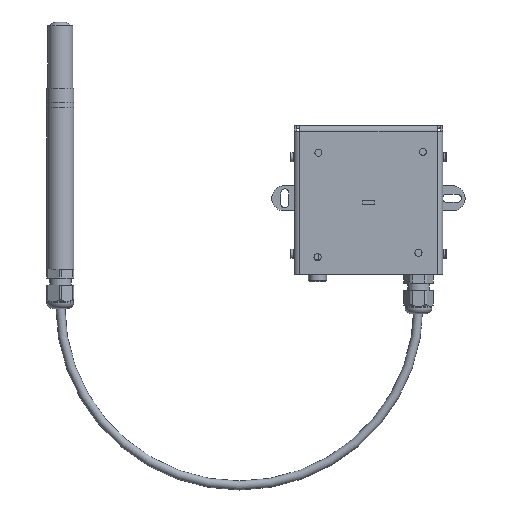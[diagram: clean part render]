
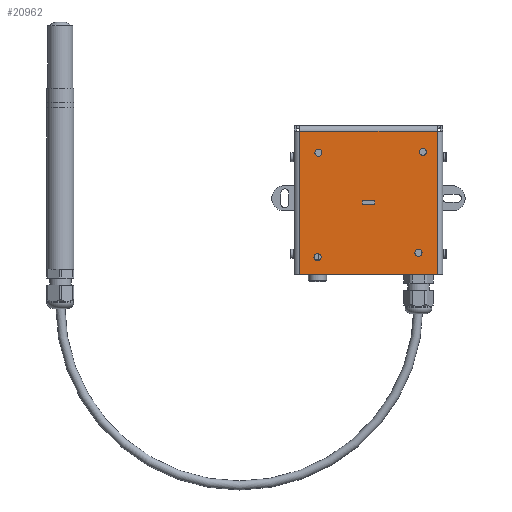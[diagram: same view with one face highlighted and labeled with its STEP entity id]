
A CAD part, top view. The second image highlights one B-rep face of the part: STEP entity #20962.
In plain terms, the highlighted face is planar.
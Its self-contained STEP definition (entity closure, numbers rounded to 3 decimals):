
#1500=FACE_BOUND('',#3838,.T.);
#1501=FACE_BOUND('',#3839,.T.);
#1502=FACE_BOUND('',#3840,.T.);
#1503=FACE_BOUND('',#3841,.T.);
#1504=FACE_BOUND('',#3842,.T.);
#1645=CIRCLE('',#22417,0.5);
#1647=CIRCLE('',#22421,0.5);
#1649=CIRCLE('',#22425,0.5);
#1651=CIRCLE('',#22429,0.5);
#1809=CIRCLE('',#22771,2.);
#1811=CIRCLE('',#22774,2.);
#1813=CIRCLE('',#22777,2.);
#1815=CIRCLE('',#22780,2.);
#2556=FACE_OUTER_BOUND('',#3837,.T.);
#3837=EDGE_LOOP('',(#15836,#15837,#15838,#15839));
#3838=EDGE_LOOP('',(#15840));
#3839=EDGE_LOOP('',(#15841));
#3840=EDGE_LOOP('',(#15842));
#3841=EDGE_LOOP('',(#15843));
#3842=EDGE_LOOP('',(#15844,#15845,#15846,#15847,#15848,#15849,#15850,#15851));
#4929=LINE('',#30663,#7109);
#4935=LINE('',#30678,#7115);
#4939=LINE('',#30690,#7119);
#4942=LINE('',#30699,#7122);
#5357=LINE('',#31864,#7537);
#5370=LINE('',#31895,#7550);
#5378=LINE('',#31918,#7558);
#5383=LINE('',#31934,#7563);
#7109=VECTOR('',#24742,10.);
#7115=VECTOR('',#24756,10.);
#7119=VECTOR('',#24768,10.);
#7122=VECTOR('',#24779,10.);
#7537=VECTOR('',#25906,10.);
#7550=VECTOR('',#25945,10.);
#7558=VECTOR('',#25975,10.);
#7563=VECTOR('',#26000,10.);
#9276=VERTEX_POINT('',#30653);
#9277=VERTEX_POINT('',#30654);
#9280=VERTEX_POINT('',#30662);
#9282=VERTEX_POINT('',#30668);
#9283=VERTEX_POINT('',#30669);
#9286=VERTEX_POINT('',#30680);
#9287=VERTEX_POINT('',#30681);
#9290=VERTEX_POINT('',#30692);
#9665=VERTEX_POINT('',#31809);
#9667=VERTEX_POINT('',#31815);
#9669=VERTEX_POINT('',#31821);
#9671=VERTEX_POINT('',#31827);
#9684=VERTEX_POINT('',#31861);
#9685=VERTEX_POINT('',#31863);
#9690=VERTEX_POINT('',#31893);
#9694=VERTEX_POINT('',#31917);
#11264=EDGE_CURVE('',#9276,#9277,#1645,.T.);
#11268=EDGE_CURVE('',#9280,#9277,#4929,.T.);
#11271=EDGE_CURVE('',#9282,#9283,#1647,.T.);
#11276=EDGE_CURVE('',#9276,#9283,#4935,.T.);
#11277=EDGE_CURVE('',#9286,#9287,#1649,.T.);
#11282=EDGE_CURVE('',#9282,#9287,#4939,.T.);
#11283=EDGE_CURVE('',#9280,#9290,#1651,.T.);
#11287=EDGE_CURVE('',#9286,#9290,#4942,.T.);
#11841=EDGE_CURVE('',#9665,#9665,#1809,.T.);
#11844=EDGE_CURVE('',#9667,#9667,#1811,.T.);
#11847=EDGE_CURVE('',#9669,#9669,#1813,.T.);
#11850=EDGE_CURVE('',#9671,#9671,#1815,.T.);
#11867=EDGE_CURVE('',#9685,#9684,#5357,.T.);
#11884=EDGE_CURVE('',#9684,#9690,#5370,.T.);
#11896=EDGE_CURVE('',#9694,#9685,#5378,.T.);
#11904=EDGE_CURVE('',#9694,#9690,#5383,.T.);
#15836=ORIENTED_EDGE('',*,*,#11867,.T.);
#15837=ORIENTED_EDGE('',*,*,#11884,.T.);
#15838=ORIENTED_EDGE('',*,*,#11904,.F.);
#15839=ORIENTED_EDGE('',*,*,#11896,.T.);
#15840=ORIENTED_EDGE('',*,*,#11841,.T.);
#15841=ORIENTED_EDGE('',*,*,#11844,.T.);
#15842=ORIENTED_EDGE('',*,*,#11847,.T.);
#15843=ORIENTED_EDGE('',*,*,#11850,.T.);
#15844=ORIENTED_EDGE('',*,*,#11282,.T.);
#15845=ORIENTED_EDGE('',*,*,#11277,.F.);
#15846=ORIENTED_EDGE('',*,*,#11287,.T.);
#15847=ORIENTED_EDGE('',*,*,#11283,.F.);
#15848=ORIENTED_EDGE('',*,*,#11268,.T.);
#15849=ORIENTED_EDGE('',*,*,#11264,.F.);
#15850=ORIENTED_EDGE('',*,*,#11276,.T.);
#15851=ORIENTED_EDGE('',*,*,#11271,.F.);
#20092=PLANE('',#22821);
#20962=ADVANCED_FACE('',(#2556,#1500,#1501,#1502,#1503,#1504),#20092,.F.);
#22417=AXIS2_PLACEMENT_3D('',#30655,#24734,#24735);
#22421=AXIS2_PLACEMENT_3D('',#30670,#24747,#24748);
#22425=AXIS2_PLACEMENT_3D('',#30682,#24759,#24760);
#22429=AXIS2_PLACEMENT_3D('',#30693,#24771,#24772);
#22771=AXIS2_PLACEMENT_3D('',#31810,#25855,#25856);
#22774=AXIS2_PLACEMENT_3D('',#31816,#25862,#25863);
#22777=AXIS2_PLACEMENT_3D('',#31822,#25869,#25870);
#22780=AXIS2_PLACEMENT_3D('',#31828,#25876,#25877);
#22821=AXIS2_PLACEMENT_3D('',#31933,#25998,#25999);
#24734=DIRECTION('center_axis',(0.,0.,-1.));
#24735=DIRECTION('ref_axis',(0.707,0.707,0.));
#24742=DIRECTION('',(0.,1.,0.));
#24747=DIRECTION('center_axis',(0.,0.,-1.));
#24748=DIRECTION('ref_axis',(-0.707,0.707,0.));
#24756=DIRECTION('',(-1.,0.,0.));
#24759=DIRECTION('center_axis',(0.,0.,-1.));
#24760=DIRECTION('ref_axis',(-0.707,-0.707,0.));
#24768=DIRECTION('',(0.,-1.,0.));
#24771=DIRECTION('center_axis',(0.,0.,-1.));
#24772=DIRECTION('ref_axis',(0.707,-0.707,0.));
#24779=DIRECTION('',(1.,0.,0.));
#25855=DIRECTION('center_axis',(0.,0.,1.));
#25856=DIRECTION('ref_axis',(1.,0.,0.));
#25862=DIRECTION('center_axis',(0.,0.,1.));
#25863=DIRECTION('ref_axis',(1.,0.,0.));
#25869=DIRECTION('center_axis',(0.,0.,1.));
#25870=DIRECTION('ref_axis',(1.,0.,0.));
#25876=DIRECTION('center_axis',(0.,0.,1.));
#25877=DIRECTION('ref_axis',(1.,0.,0.));
#25906=DIRECTION('',(1.,0.,0.));
#25945=DIRECTION('',(0.,-1.,0.));
#25975=DIRECTION('',(0.,1.,0.));
#25998=DIRECTION('center_axis',(0.,0.,1.));
#25999=DIRECTION('ref_axis',(1.,0.,0.));
#26000=DIRECTION('',(1.,0.,0.));
#30653=CARTESIAN_POINT('',(44.5,41.,0.));
#30654=CARTESIAN_POINT('',(45.,40.5,0.));
#30655=CARTESIAN_POINT('Origin',(44.5,40.5,0.));
#30662=CARTESIAN_POINT('',(45.,39.5,0.));
#30663=CARTESIAN_POINT('',(45.,40.25,0.));
#30668=CARTESIAN_POINT('',(38.,40.5,0.));
#30669=CARTESIAN_POINT('',(38.5,41.,0.));
#30670=CARTESIAN_POINT('Origin',(38.5,40.5,0.));
#30678=CARTESIAN_POINT('',(43.25,41.,0.));
#30680=CARTESIAN_POINT('',(38.5,39.,0.));
#30681=CARTESIAN_POINT('',(38.,39.5,0.));
#30682=CARTESIAN_POINT('Origin',(38.5,39.5,0.));
#30690=CARTESIAN_POINT('',(38.,41.25,0.));
#30692=CARTESIAN_POINT('',(44.5,39.,0.));
#30693=CARTESIAN_POINT('Origin',(44.5,39.5,0.));
#30699=CARTESIAN_POINT('',(39.75,39.,0.));
#31809=CARTESIAN_POINT('',(67.9,9.6,0.));
#31810=CARTESIAN_POINT('Origin',(69.9,9.6,0.));
#31815=CARTESIAN_POINT('',(11.57,12.07,0.));
#31816=CARTESIAN_POINT('Origin',(13.57,12.07,0.));
#31821=CARTESIAN_POINT('',(67.431,67.931,0.));
#31822=CARTESIAN_POINT('Origin',(69.431,67.931,0.));
#31827=CARTESIAN_POINT('',(9.1,68.4,0.));
#31828=CARTESIAN_POINT('Origin',(11.1,68.4,0.));
#31861=CARTESIAN_POINT('',(80.,80.,0.));
#31863=CARTESIAN_POINT('',(3.,80.,0.));
#31864=CARTESIAN_POINT('',(60.75,80.,0.));
#31893=CARTESIAN_POINT('',(80.,0.,0.));
#31895=CARTESIAN_POINT('',(80.,20.75,0.));
#31917=CARTESIAN_POINT('',(3.,0.,0.));
#31918=CARTESIAN_POINT('',(3.,60.75,0.));
#31933=CARTESIAN_POINT('Origin',(41.5,41.5,0.));
#31934=CARTESIAN_POINT('',(0.,0.,0.));
